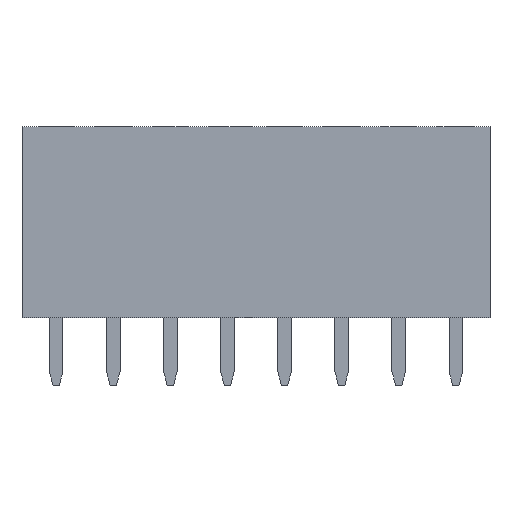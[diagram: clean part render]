
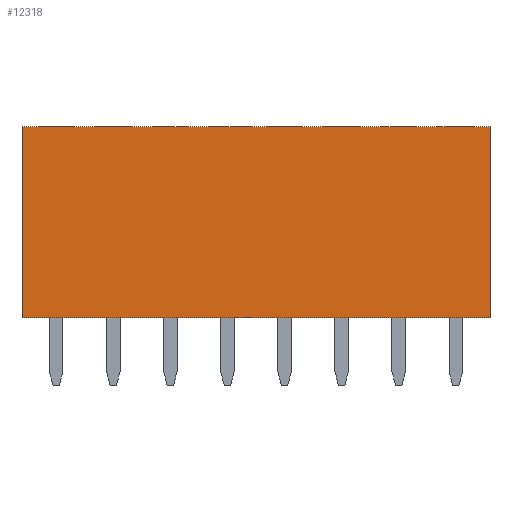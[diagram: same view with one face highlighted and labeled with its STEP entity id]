
A CAD part, top view. The second image highlights one B-rep face of the part: STEP entity #12318.
In plain terms, the highlighted planar face has unit normal (0, 0, 1).
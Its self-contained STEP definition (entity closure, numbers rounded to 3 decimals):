
#112 = ORIENTED_EDGE ( 'NONE', *, *, #1430, .F. ) ;
#813 = DIRECTION ( 'NONE',  ( 0., -1., 0. ) ) ;
#1430 = EDGE_CURVE ( 'NONE', #4254, #1981, #2442, .T. ) ;
#1588 = CARTESIAN_POINT ( 'NONE',  ( -1.52, 8.5, 1.25 ) ) ;
#1981 = VERTEX_POINT ( 'NONE', #1588 ) ;
#2270 = EDGE_LOOP ( 'NONE', ( #112, #11980, #9453, #3462 ) ) ;
#2334 = CARTESIAN_POINT ( 'NONE',  ( -1.52, 0., 1.25 ) ) ;
#2442 = LINE ( 'NONE', #7186, #2533 ) ;
#2533 = VECTOR ( 'NONE', #5408, 1000. ) ;
#3086 = PLANE ( 'NONE',  #6660 ) ;
#3151 = CARTESIAN_POINT ( 'NONE',  ( 19.3, 0., 1.25 ) ) ;
#3462 = ORIENTED_EDGE ( 'NONE', *, *, #7361, .T. ) ;
#3741 = CARTESIAN_POINT ( 'NONE',  ( 19.3, 0., 1.25 ) ) ;
#4227 = EDGE_CURVE ( 'NONE', #11775, #5997, #9011, .T. ) ;
#4254 = VERTEX_POINT ( 'NONE', #2334 ) ;
#4257 = VECTOR ( 'NONE', #10418, 1000. ) ;
#4729 = DIRECTION ( 'NONE',  ( 0., 0., -1. ) ) ;
#4947 = FACE_OUTER_BOUND ( 'NONE', #2270, .T. ) ;
#5325 = CARTESIAN_POINT ( 'NONE',  ( 19.3, 0., 1.25 ) ) ;
#5408 = DIRECTION ( 'NONE',  ( 0., 1., 0. ) ) ;
#5772 = DIRECTION ( 'NONE',  ( -1., 0., 0. ) ) ;
#5997 = VERTEX_POINT ( 'NONE', #9233 ) ;
#6660 = AXIS2_PLACEMENT_3D ( 'NONE', #3741, #4729, #813 ) ;
#6661 = LINE ( 'NONE', #8540, #4257 ) ;
#7186 = CARTESIAN_POINT ( 'NONE',  ( -1.52, 0., 1.25 ) ) ;
#7361 = EDGE_CURVE ( 'NONE', #5997, #1981, #6661, .T. ) ;
#8540 = CARTESIAN_POINT ( 'NONE',  ( 19.3, 8.5, 1.25 ) ) ;
#9011 = LINE ( 'NONE', #3151, #9580 ) ;
#9233 = CARTESIAN_POINT ( 'NONE',  ( 19.3, 8.5, 1.25 ) ) ;
#9453 = ORIENTED_EDGE ( 'NONE', *, *, #4227, .T. ) ;
#9580 = VECTOR ( 'NONE', #10831, 1000. ) ;
#9731 = LINE ( 'NONE', #10546, #11422 ) ;
#10132 = EDGE_CURVE ( 'NONE', #11775, #4254, #9731, .T. ) ;
#10418 = DIRECTION ( 'NONE',  ( -1., 0., 0. ) ) ;
#10546 = CARTESIAN_POINT ( 'NONE',  ( 19.3, 0., 1.25 ) ) ;
#10831 = DIRECTION ( 'NONE',  ( 0., 1., 0. ) ) ;
#11422 = VECTOR ( 'NONE', #5772, 1000. ) ;
#11775 = VERTEX_POINT ( 'NONE', #5325 ) ;
#11980 = ORIENTED_EDGE ( 'NONE', *, *, #10132, .F. ) ;
#12318 = ADVANCED_FACE ( 'NONE', ( #4947 ), #3086, .F. ) ;
